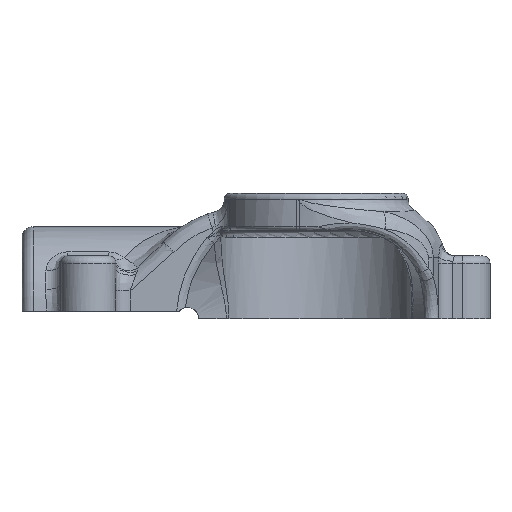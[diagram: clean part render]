
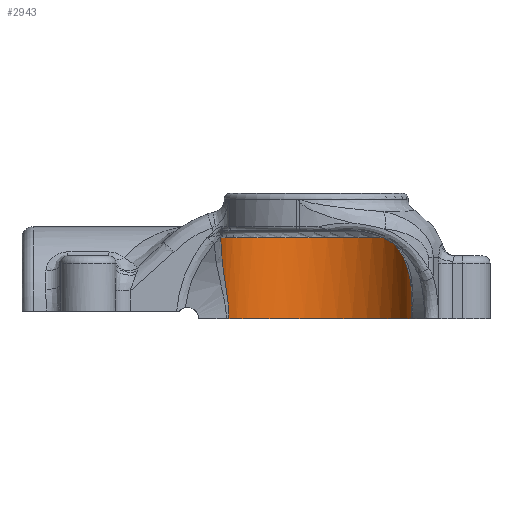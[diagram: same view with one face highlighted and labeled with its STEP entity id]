
A CAD part, left-side view. The second image highlights one B-rep face of the part: STEP entity #2943.
In plain terms, the highlighted cylindrical face has radius 26 mm (diameter 52 mm), a partial arc.
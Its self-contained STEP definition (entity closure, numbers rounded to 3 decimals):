
#388=FACE_OUTER_BOUND('',#582,.T.);
#582=EDGE_LOOP('',(#1922,#1923,#1924,#1925));
#787=B_SPLINE_CURVE_WITH_KNOTS('',3,(#4235,#4236,#4237,#4238,#4239,#4240,
#4241),.UNSPECIFIED.,.F.,.F.,(4,1,1,1,4),(-2.877,-2.466,
-2.055,-1.233,0.),.UNSPECIFIED.);
#788=B_SPLINE_CURVE_WITH_KNOTS('',3,(#4244,#4245,#4246,#4247,#4248,#4249,
#4250,#4251),.UNSPECIFIED.,.F.,.F.,(4,1,1,1,1,4),(-3.118,-2.546,
-1.733,-1.123,-0.92,-0.513),
 .UNSPECIFIED.);
#955=CIRCLE('',#3152,26.);
#956=CIRCLE('',#3153,26.);
#1151=VERTEX_POINT('',#4231);
#1152=VERTEX_POINT('',#4232);
#1153=VERTEX_POINT('',#4234);
#1154=VERTEX_POINT('',#4242);
#1441=EDGE_CURVE('',#1151,#1152,#955,.T.);
#1442=EDGE_CURVE('',#1151,#1153,#787,.T.);
#1443=EDGE_CURVE('',#1153,#1154,#956,.T.);
#1444=EDGE_CURVE('',#1154,#1152,#788,.T.);
#1922=ORIENTED_EDGE('',*,*,#1441,.F.);
#1923=ORIENTED_EDGE('',*,*,#1442,.T.);
#1924=ORIENTED_EDGE('',*,*,#1443,.T.);
#1925=ORIENTED_EDGE('',*,*,#1444,.T.);
#2884=CYLINDRICAL_SURFACE('',#3151,26.);
#2943=ADVANCED_FACE('',(#388),#2884,.F.);
#3151=AXIS2_PLACEMENT_3D('',#4230,#3475,#3476);
#3152=AXIS2_PLACEMENT_3D('',#4233,#3477,#3478);
#3153=AXIS2_PLACEMENT_3D('',#4243,#3479,#3480);
#3475=DIRECTION('center_axis',(0.,0.,1.));
#3476=DIRECTION('ref_axis',(1.,0.,0.));
#3477=DIRECTION('center_axis',(0.,0.,1.));
#3478=DIRECTION('ref_axis',(1.,0.,0.));
#3479=DIRECTION('center_axis',(0.,0.,1.));
#3480=DIRECTION('ref_axis',(0.842,-0.539,0.));
#4230=CARTESIAN_POINT('Origin',(0.,0.,0.));
#4231=CARTESIAN_POINT('',(-0.315,-25.998,0.));
#4232=CARTESIAN_POINT('',(10.648,23.719,0.));
#4233=CARTESIAN_POINT('Origin',(0.,0.,0.));
#4234=CARTESIAN_POINT('',(-13.949,-21.941,22.));
#4235=CARTESIAN_POINT('Ctrl Pts',(-0.315,-25.998,
0.));
#4236=CARTESIAN_POINT('Ctrl Pts',(-0.315,-25.998,
1.37));
#4237=CARTESIAN_POINT('Ctrl Pts',(-0.803,-25.997,
4.09));
#4238=CARTESIAN_POINT('Ctrl Pts',(-3.011,-25.879,8.934));
#4239=CARTESIAN_POINT('Ctrl Pts',(-7.436,-25.159,15.221));
#4240=CARTESIAN_POINT('Ctrl Pts',(-11.545,-23.47,19.687));
#4241=CARTESIAN_POINT('Ctrl Pts',(-13.949,-21.941,22.));
#4242=CARTESIAN_POINT('',(0.064,26.,22.));
#4243=CARTESIAN_POINT('Origin',(0.,0.,22.));
#4244=CARTESIAN_POINT('Ctrl Pts',(0.064,26.,22.));
#4245=CARTESIAN_POINT('Ctrl Pts',(1.149,25.997,20.601));
#4246=CARTESIAN_POINT('Ctrl Pts',(3.698,25.827,17.13));
#4247=CARTESIAN_POINT('Ctrl Pts',(7.024,25.11,11.844));
#4248=CARTESIAN_POINT('Ctrl Pts',(9.224,24.323,7.174));
#4249=CARTESIAN_POINT('Ctrl Pts',(10.368,23.848,3.377));
#4250=CARTESIAN_POINT('Ctrl Pts',(10.648,23.719,1.355));
#4251=CARTESIAN_POINT('Ctrl Pts',(10.648,23.719,0.));
